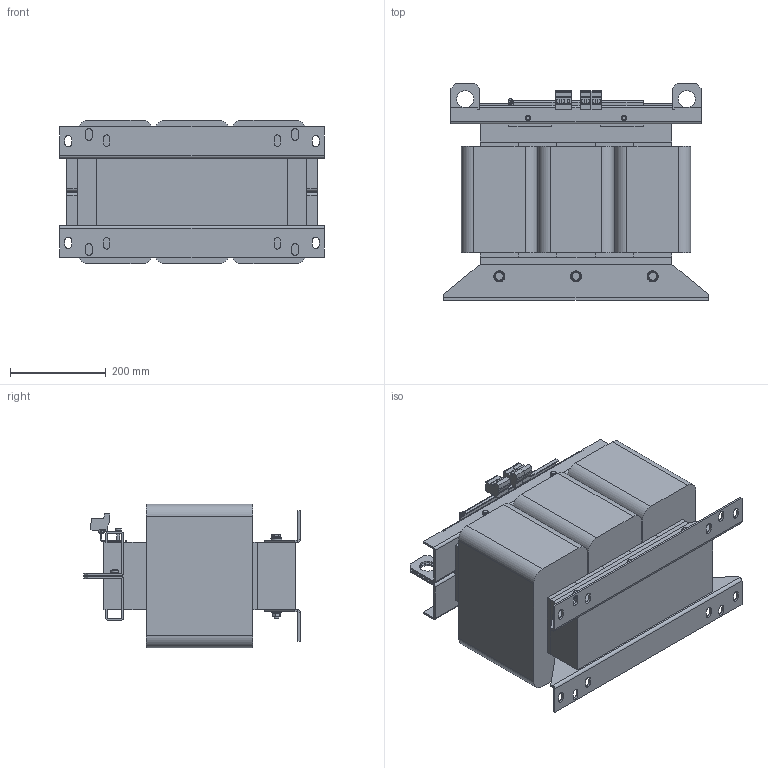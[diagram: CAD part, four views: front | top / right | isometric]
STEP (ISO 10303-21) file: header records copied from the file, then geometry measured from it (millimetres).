
FILE_DESCRIPTION (( 'STEP AP214' ), '1' );
FILE_NAME ('203825.STEP', '2020-05-29T04:23:31', ( '' ), ( '' ), 'SwSTEP 2.0', 'SolidWorks 2018', '' );
FILE_SCHEMA (( 'AUTOMOTIVE_DESIGN' ));
Length unit declared in the file: millimetre
Products named in the file (1): 203825
Bounding box: 552 x 452 x 300 mm (x, y, z)
Volume: 42398192.2 mm3; surface area: 1500044.1 mm2
Topology: 1 solids, 1 shells, 760 faces, 1871 edges, 1151 vertices
Faces by surface type: plane 474, cylinder 172, cone 56, torus 32, bspline 18, sphere 8
Entity records: 23186 total; most frequent: CARTESIAN_POINT 5111, ORIENTED_EDGE 3742, DIRECTION 3710, EDGE_CURVE 1871, AXIS2_PLACEMENT_3D 1244, LINE 1222, VECTOR 1222, VERTEX_POINT 1151
